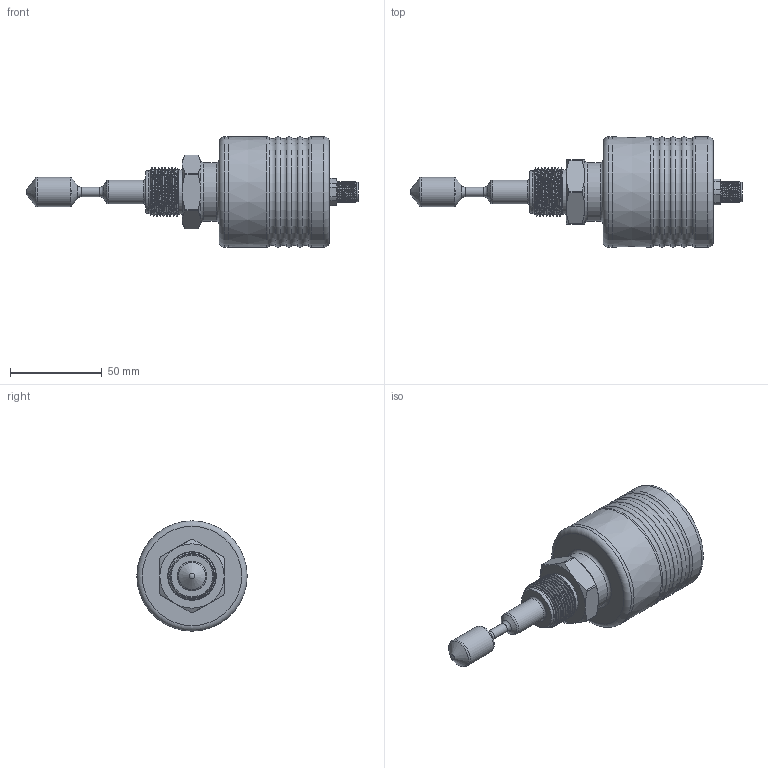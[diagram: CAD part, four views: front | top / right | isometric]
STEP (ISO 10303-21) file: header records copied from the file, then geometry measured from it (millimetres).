
FILE_DESCRIPTION(/* description */ (''),/* implementation_level */ '2;1');
FILE_NAME(/* name */ 'XL3-100-d16-TS-E85 v2.step',/* time_stamp */ '2025-11-19T12:07:18Z',/* author */ (''),/* organization */ (''),/* preprocessor_version */ 'ST-DEVELOPER v20.1',/* originating_system */ 'Autodesk Translation Framework v14.17.0.0',/* authorisation */ '');
FILE_SCHEMA (('AUTOMOTIVE_DESIGN { 1 0 10303 214 3 1 1 }'));
Length unit declared in the file: millimetre
Products named in the file (1): XL3-100-d16-TS-E85
Bounding box: 180.49 x 60 x 60 mm (x, y, z)
Volume: 204232.9 mm3; surface area: 25465.3 mm2
Topology: 1 solids, 1 shells, 226 faces, 620 edges, 407 vertices
Faces by surface type: cylinder 71, plane 58, cone 40, torus 27, bspline 24, sphere 6
Full cylindrical faces by diameter (mm): 1 x5, 5 x1, 8.3 x1, 10.4 x1, 10.741 x13, 10.917 x2, 11.884 x9, 13 x1, 16 x1, 23.5 x1, 24 x1, 24.117 x7, 32 x1, 60 x1
Entity records: 28660 total; most frequent: CARTESIAN_POINT 23277, ORIENTED_EDGE 1230, DIRECTION 990, EDGE_CURVE 615, VERTEX_POINT 407, AXIS2_PLACEMENT_3D 400, EDGE_LOOP 244, FACE_OUTER_BOUND 226
